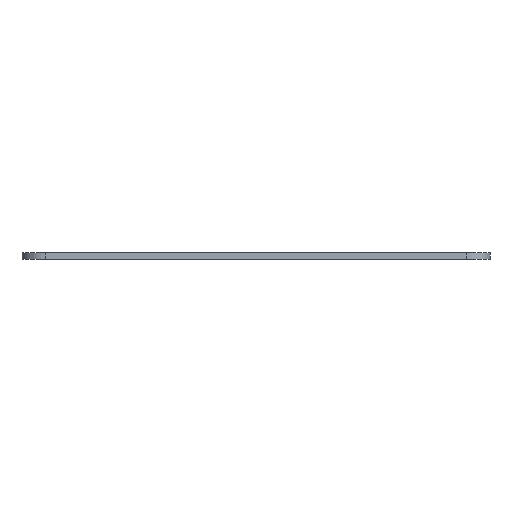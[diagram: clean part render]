
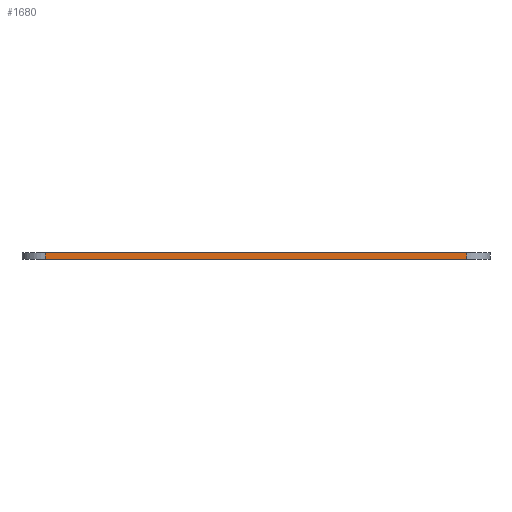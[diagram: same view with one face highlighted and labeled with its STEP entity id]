
A CAD part, front view. The second image highlights one B-rep face of the part: STEP entity #1680.
In plain terms, the highlighted planar face has unit normal (0, -1, 0).
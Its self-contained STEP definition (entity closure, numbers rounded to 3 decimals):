
#44=PLANE('',#1824);
#94=FACE_OUTER_BOUND('',#193,.T.);
#193=EDGE_LOOP('',(#1237,#1238,#1239,#1240));
#286=LINE('',#2454,#458);
#294=LINE('',#2476,#466);
#338=LINE('',#2643,#510);
#340=LINE('',#2646,#512);
#458=VECTOR('',#1948,10.);
#466=VECTOR('',#1964,10.);
#510=VECTOR('',#2096,10.);
#512=VECTOR('',#2100,10.);
#709=VERTEX_POINT('',#2447);
#712=VERTEX_POINT('',#2452);
#722=VERTEX_POINT('',#2474);
#801=VERTEX_POINT('',#2641);
#880=EDGE_CURVE('',#712,#709,#286,.T.);
#891=EDGE_CURVE('',#722,#712,#294,.T.);
#974=EDGE_CURVE('',#801,#722,#338,.T.);
#976=EDGE_CURVE('',#709,#801,#340,.T.);
#1237=ORIENTED_EDGE('',*,*,#880,.F.);
#1238=ORIENTED_EDGE('',*,*,#891,.F.);
#1239=ORIENTED_EDGE('',*,*,#974,.F.);
#1240=ORIENTED_EDGE('',*,*,#976,.F.);
#1680=ADVANCED_FACE('',(#94),#44,.T.);
#1824=AXIS2_PLACEMENT_3D('',#2645,#2098,#2099);
#1948=DIRECTION('',(0.,0.,1.));
#1964=DIRECTION('',(-1.,0.,0.));
#2096=DIRECTION('',(0.,0.,-1.));
#2098=DIRECTION('center_axis',(0.,-1.,0.));
#2099=DIRECTION('ref_axis',(1.,0.,0.));
#2100=DIRECTION('',(1.,0.,0.));
#2447=CARTESIAN_POINT('',(-11.701,-74.925,1.5));
#2452=CARTESIAN_POINT('',(-11.701,-74.925,0.));
#2454=CARTESIAN_POINT('',(-11.701,-74.925,0.));
#2474=CARTESIAN_POINT('',(78.899,-74.925,0.));
#2476=CARTESIAN_POINT('',(83.899,-74.925,0.));
#2641=CARTESIAN_POINT('',(78.899,-74.925,1.5));
#2643=CARTESIAN_POINT('',(78.899,-74.925,0.));
#2645=CARTESIAN_POINT('Origin',(-16.701,-74.925,0.));
#2646=CARTESIAN_POINT('',(83.899,-74.925,1.5));
